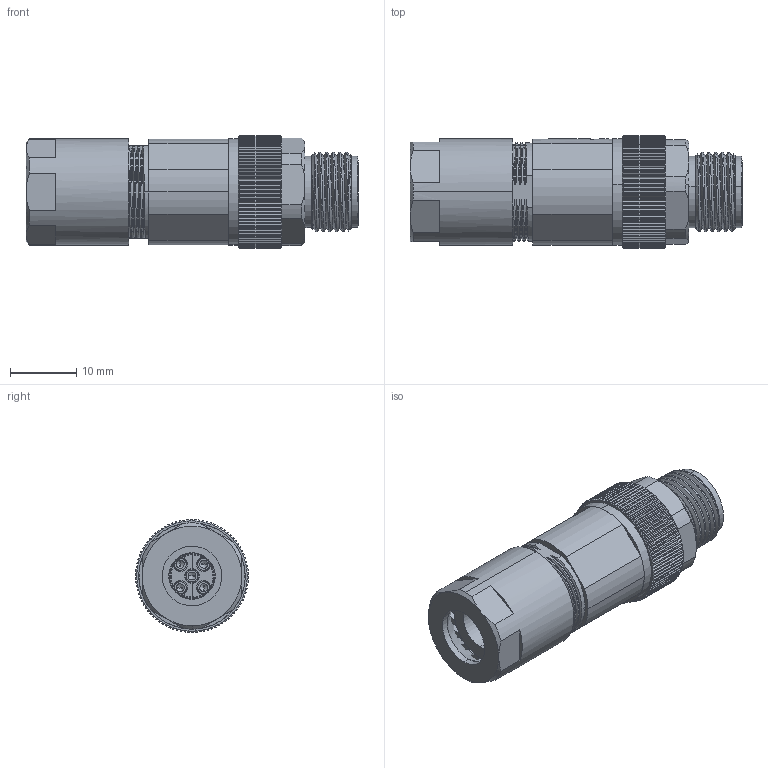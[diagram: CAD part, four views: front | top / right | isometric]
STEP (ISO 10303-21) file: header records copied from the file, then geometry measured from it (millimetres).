
FILE_DESCRIPTION (( 'STEP AP203' ), '1' );
FILE_NAME ('55-00251.STEP', '2024-05-03T00:29:36', ( '' ), ( '' ), 'SwSTEP 2.0', 'SolidWorks 2021', '' );
FILE_SCHEMA (( 'CONFIG_CONTROL_DESIGN' ));
Length unit declared in the file: millimetre
Products named in the file (16): 55-00251-01___; 55-00251-07___; 55-00251; 55-00251-02___; 55-00251-05___; 55-00251-10___; 55-00251-15___; 55-00251-03___; 55-00251-12___; 55-00251-11___; 55-00251-14___; 55-00251-09___; 55-00251-04___; 55-00251-08___; 55-00251-06___; 55-00251-13___
Assembly tree (19 placements, depth 2):
  55-00251
    55-00251-01___
    55-00251-02___
    55-00251-03___
    55-00251-04___
    55-00251-05___
    55-00251-06___
    55-00251-07___
    55-00251-08___
    55-00251-09___
    55-00251-10___
    55-00251-11___
    55-00251-12___
    55-00251-13___
    55-00251-14___
    55-00251-15___  x5
Bounding box: 50 x 17 x 17 mm (x, y, z)
Volume: 6294 mm3; surface area: 13934.2 mm2
Topology: 20 solids, 20 shells, 1692 faces, 4369 edges, 2727 vertices
Faces by surface type: plane 620, cylinder 438, cone 311, bspline 309, sphere 10, torus 4
Entity records: 84055 total; most frequent: CARTESIAN_POINT 46521, ORIENTED_EDGE 8278, DIRECTION 6462, EDGE_CURVE 4139, VERTEX_POINT 2597, AXIS2_PLACEMENT_3D 2596, EDGE_LOOP 1648, ADVANCED_FACE 1592
